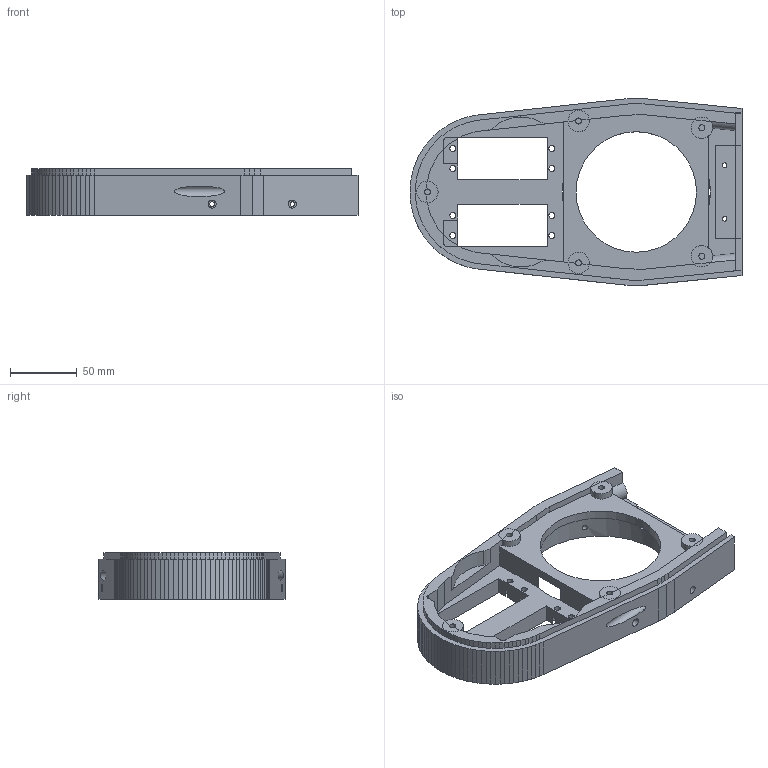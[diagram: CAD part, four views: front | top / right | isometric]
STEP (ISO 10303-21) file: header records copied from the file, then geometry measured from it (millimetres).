
FILE_DESCRIPTION(('FreeCAD Model'),'2;1');
FILE_NAME('bodyA2.step', '2016-02-24T12:41:55',('Author'),(''), 'Open CASCADE STEP processor 6.8','FreeCAD','Unknown');
FILE_SCHEMA(('AUTOMOTIVE_DESIGN_CC2 { 1 2 10303 214 -1 1 5 4 }'));
Length unit declared in the file: millimetre
Products named in the file (1): arm1A
Bounding box: 248 x 140 x 35 mm (x, y, z)
Volume: 374066.6 mm3; surface area: 98902.6 mm2
Topology: 1 solids, 1 shells, 362 faces, 1028 edges, 680 vertices
Faces by surface type: plane 307, cylinder 55
Full cylindrical faces by diameter (mm): 3.5 x10, 4.5 x13, 6 x6, 8 x2, 90 x1, 110.5 x1
Entity records: 29273 total; most frequent: CARTESIAN_POINT 10151, DIRECTION 3020, ORIENTED_EDGE 2056, PCURVE 2056, DEFINITIONAL_REPRESENTATION 2056, LINE 1953, VECTOR 1953, EDGE_CURVE 1028
